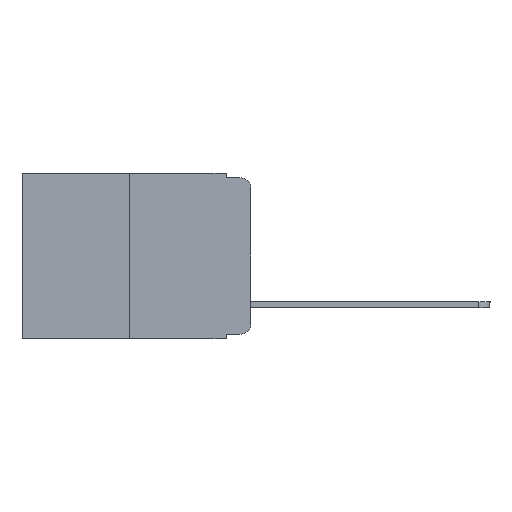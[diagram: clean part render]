
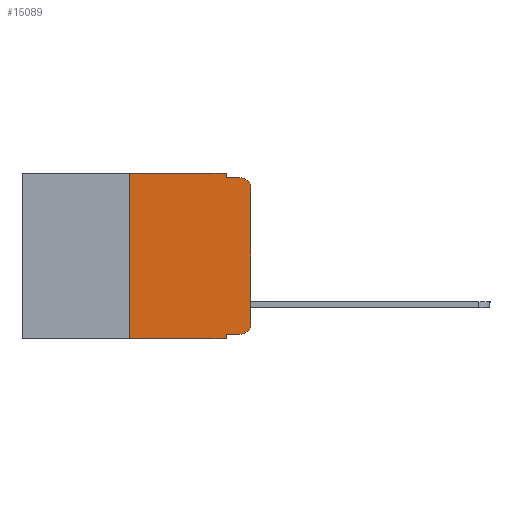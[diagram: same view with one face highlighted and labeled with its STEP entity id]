
A CAD part, left-side view. The second image highlights one B-rep face of the part: STEP entity #15089.
In plain terms, the highlighted planar face has unit normal (-1, 0, 0).
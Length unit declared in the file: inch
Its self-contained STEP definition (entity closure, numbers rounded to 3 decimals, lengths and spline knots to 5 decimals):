
#67 = CARTESIAN_POINT ( 'NONE',  ( 0., 0.02, -0.333 ) ) ;
#383 = VERTEX_POINT ( 'NONE', #1462 ) ;
#412 = CARTESIAN_POINT ( 'NONE',  ( 0., 0.25, 0. ) ) ;
#571 = ORIENTED_EDGE ( 'NONE', *, *, #5353, .T. ) ;
#928 = DIRECTION ( 'NONE',  ( 0., -1., 0. ) ) ;
#1260 = AXIS2_PLACEMENT_3D ( 'NONE', #17831, #16494, #10218 ) ;
#1462 = CARTESIAN_POINT ( 'NONE',  ( 0., 0.051, -0.01 ) ) ;
#1772 = EDGE_CURVE ( 'NONE', #12136, #383, #5135, .T. ) ;
#1857 = VECTOR ( 'NONE', #17761, 39.37008 ) ;
#1913 = EDGE_CURVE ( 'NONE', #16295, #12136, #2484, .T. ) ;
#1923 = DIRECTION ( 'NONE',  ( -1., 0., 0. ) ) ;
#1937 = AXIS2_PLACEMENT_3D ( 'NONE', #11011, #9474, #2935 ) ;
#1952 = VECTOR ( 'NONE', #14985, 39.37008 ) ;
#2484 = LINE ( 'NONE', #16624, #14607 ) ;
#2496 = LINE ( 'NONE', #8734, #1952 ) ;
#2597 = VERTEX_POINT ( 'NONE', #67 ) ;
#2609 = VERTEX_POINT ( 'NONE', #3272 ) ;
#2685 = VECTOR ( 'NONE', #19707, 39.37008 ) ;
#2780 = LINE ( 'NONE', #7187, #2685 ) ;
#2794 = EDGE_CURVE ( 'NONE', #383, #6942, #18894, .T. ) ;
#2935 = DIRECTION ( 'NONE',  ( 0., 0., -1. ) ) ;
#2950 = ORIENTED_EDGE ( 'NONE', *, *, #11892, .F. ) ;
#3272 = CARTESIAN_POINT ( 'NONE',  ( 0., 0.051, -0.333 ) ) ;
#3308 = VECTOR ( 'NONE', #13753, 39.37008 ) ;
#3517 = CARTESIAN_POINT ( 'NONE',  ( 0., 0.051, 0. ) ) ;
#4072 = ORIENTED_EDGE ( 'NONE', *, *, #1913, .F. ) ;
#4814 = CARTESIAN_POINT ( 'NONE',  ( 0., 0.051, -0.343 ) ) ;
#5135 = LINE ( 'NONE', #9754, #1857 ) ;
#5185 = CARTESIAN_POINT ( 'NONE',  ( 0., 0.25, 0. ) ) ;
#5353 = EDGE_CURVE ( 'NONE', #2597, #12461, #13755, .T. ) ;
#5354 = ORIENTED_EDGE ( 'NONE', *, *, #17999, .T. ) ;
#6274 = CARTESIAN_POINT ( 'NONE',  ( 0., 0., 0. ) ) ;
#6453 = DIRECTION ( 'NONE',  ( 0., 0., -1. ) ) ;
#6469 = CIRCLE ( 'NONE', #1260, 0.02 ) ;
#6567 = VECTOR ( 'NONE', #6453, 39.37008 ) ;
#6942 = VERTEX_POINT ( 'NONE', #8902 ) ;
#7187 = CARTESIAN_POINT ( 'NONE',  ( 0., 0.051, -0.333 ) ) ;
#7401 = ORIENTED_EDGE ( 'NONE', *, *, #2794, .F. ) ;
#7672 = VERTEX_POINT ( 'NONE', #19496 ) ;
#8734 = CARTESIAN_POINT ( 'NONE',  ( 0., 0.473, -0.343 ) ) ;
#8902 = CARTESIAN_POINT ( 'NONE',  ( 0., 0.02, -0.01 ) ) ;
#9176 = ORIENTED_EDGE ( 'NONE', *, *, #15480, .T. ) ;
#9285 = CARTESIAN_POINT ( 'NONE',  ( 0., 0.25, -0.343 ) ) ;
#9389 = VECTOR ( 'NONE', #17256, 39.37008 ) ;
#9474 = DIRECTION ( 'NONE',  ( 1., 0., 0. ) ) ;
#9572 = ORIENTED_EDGE ( 'NONE', *, *, #12471, .F. ) ;
#9754 = CARTESIAN_POINT ( 'NONE',  ( 0., 0.051, 0. ) ) ;
#10218 = DIRECTION ( 'NONE',  ( 0., 0., -1. ) ) ;
#11011 = CARTESIAN_POINT ( 'NONE',  ( 0., 0.473, 0. ) ) ;
#11191 = CARTESIAN_POINT ( 'NONE',  ( 0., 0., -0.313 ) ) ;
#11342 = DIRECTION ( 'NONE',  ( 0., 0., -1. ) ) ;
#11724 = ORIENTED_EDGE ( 'NONE', *, *, #1772, .F. ) ;
#11819 = EDGE_LOOP ( 'NONE', ( #5354, #16435, #7401, #11724, #4072, #2950, #9176, #9572, #19138, #571 ) ) ;
#11892 = EDGE_CURVE ( 'NONE', #18825, #16295, #17706, .T. ) ;
#12136 = VERTEX_POINT ( 'NONE', #3517 ) ;
#12461 = VERTEX_POINT ( 'NONE', #11191 ) ;
#12471 = EDGE_CURVE ( 'NONE', #2609, #12532, #17451, .T. ) ;
#12532 = VERTEX_POINT ( 'NONE', #4814 ) ;
#12960 = DIRECTION ( 'NONE',  ( 0., 0., 1. ) ) ;
#13753 = DIRECTION ( 'NONE',  ( 0., 0., 1. ) ) ;
#13755 = CIRCLE ( 'NONE', #19987, 0.02 ) ;
#14396 = EDGE_CURVE ( 'NONE', #7672, #6942, #6469, .T. ) ;
#14607 = VECTOR ( 'NONE', #928, 39.37008 ) ;
#14985 = DIRECTION ( 'NONE',  ( 0., -1., 0. ) ) ;
#15089 = ADVANCED_FACE ( 'NONE', ( #15317 ), #16987, .F. ) ;
#15317 = FACE_OUTER_BOUND ( 'NONE', #11819, .T. ) ;
#15480 = EDGE_CURVE ( 'NONE', #18825, #12532, #2496, .T. ) ;
#15994 = CARTESIAN_POINT ( 'NONE',  ( 0., 0.051, 0. ) ) ;
#16295 = VERTEX_POINT ( 'NONE', #412 ) ;
#16435 = ORIENTED_EDGE ( 'NONE', *, *, #14396, .T. ) ;
#16494 = DIRECTION ( 'NONE',  ( -1., 0., 0. ) ) ;
#16624 = CARTESIAN_POINT ( 'NONE',  ( 0., 0.473, 0. ) ) ;
#16793 = VECTOR ( 'NONE', #12960, 39.37008 ) ;
#16987 = PLANE ( 'NONE',  #1937 ) ;
#17167 = CARTESIAN_POINT ( 'NONE',  ( 0., 0.051, -0.01 ) ) ;
#17256 = DIRECTION ( 'NONE',  ( 0., -1., 0. ) ) ;
#17354 = LINE ( 'NONE', #6274, #3308 ) ;
#17451 = LINE ( 'NONE', #15994, #6567 ) ;
#17706 = LINE ( 'NONE', #5185, #16793 ) ;
#17761 = DIRECTION ( 'NONE',  ( 0., 0., -1. ) ) ;
#17831 = CARTESIAN_POINT ( 'NONE',  ( 0., 0.02, -0.03 ) ) ;
#17999 = EDGE_CURVE ( 'NONE', #12461, #7672, #17354, .T. ) ;
#18449 = CARTESIAN_POINT ( 'NONE',  ( 0., 0.02, -0.313 ) ) ;
#18825 = VERTEX_POINT ( 'NONE', #9285 ) ;
#18894 = LINE ( 'NONE', #17167, #9389 ) ;
#19138 = ORIENTED_EDGE ( 'NONE', *, *, #19550, .T. ) ;
#19496 = CARTESIAN_POINT ( 'NONE',  ( 0., 0., -0.03 ) ) ;
#19550 = EDGE_CURVE ( 'NONE', #2609, #2597, #2780, .T. ) ;
#19707 = DIRECTION ( 'NONE',  ( 0., -1., 0. ) ) ;
#19987 = AXIS2_PLACEMENT_3D ( 'NONE', #18449, #1923, #11342 ) ;
